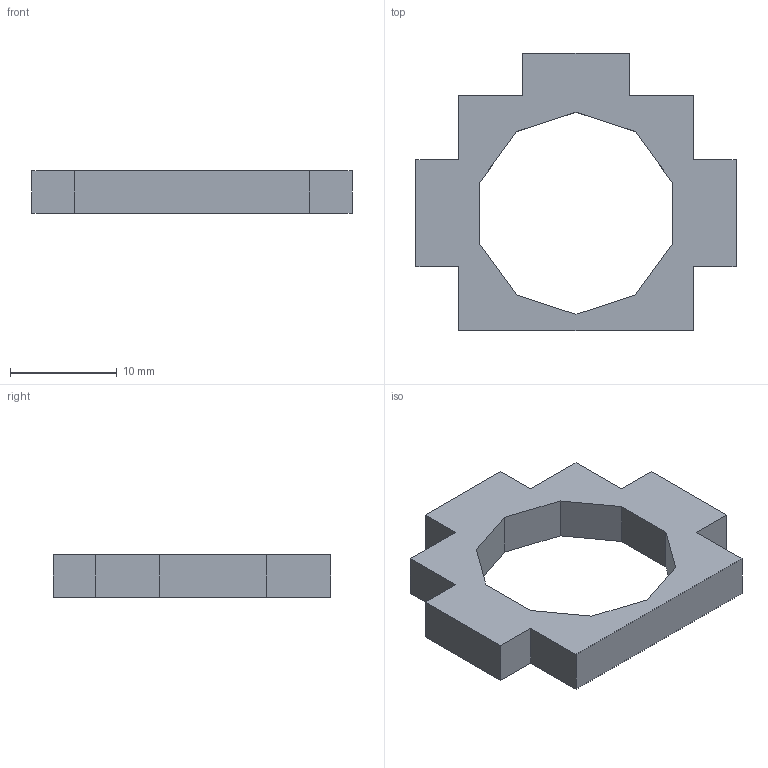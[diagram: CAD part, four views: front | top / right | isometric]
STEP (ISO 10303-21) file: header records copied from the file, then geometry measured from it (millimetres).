
FILE_DESCRIPTION(/* description */ (''),/* implementation_level */ '2;1');
FILE_NAME(/* name */ '001_20180725_TLv2_28_camera_tubeend.stp',/* time_stamp */ '2018-09-14T15:00:51+02:00',/* author */ (''),/* organization */ (''),/* preprocessor_version */ 'ST-DEVELOPER v16.7',/* originating_system */ 'SIEMENS PLM Software NX 12.0',/* authorisation */ '');
FILE_SCHEMA (('AP203_CONFIGURATION_CONTROLLED_3D_DESIGN_OF_MECHANICAL_PARTS_AND_ASSEMBLIES_MIM_LF { 1 0 10303 403 2 1 2}'));
Length unit declared in the file: millimetre
Products named in the file (1): 001_20180725_TLv2_28_camera_tubeend
Bounding box: 30 x 26 x 4 mm (x, y, z)
Volume: 1363.3 mm3; surface area: 1363.6 mm2
Topology: 1 solids, 1 shells, 28 faces, 110 edges, 118 vertices
Faces by surface type: plane 28
Entity records: 1300 total; most frequent: CARTESIAN_POINT 194, DIRECTION 170, ORIENTED_EDGE 156, LINE 110, VECTOR 110, EDGE_CURVE 78, VERTEX_POINT 52, STYLED_ITEM 36
